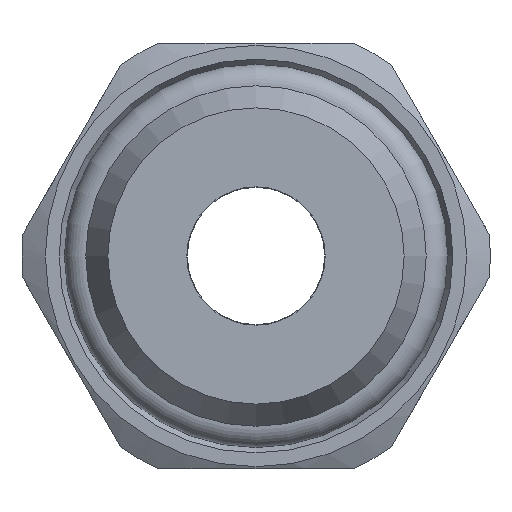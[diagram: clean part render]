
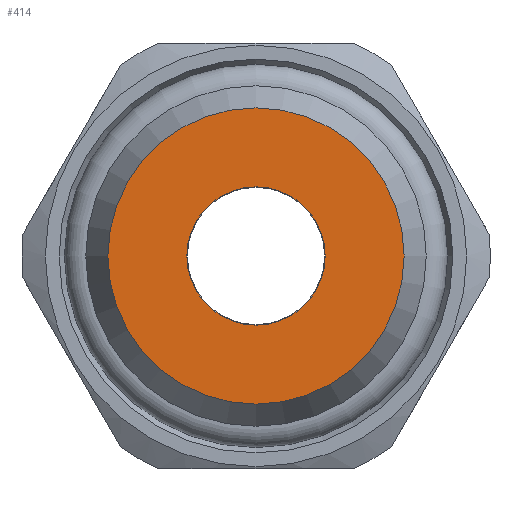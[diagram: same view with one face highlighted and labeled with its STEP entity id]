
A CAD part, front view. The second image highlights one B-rep face of the part: STEP entity #414.
In plain terms, the highlighted planar face has unit normal (0, -1, 0).
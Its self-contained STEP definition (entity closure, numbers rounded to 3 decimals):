
#414 = ADVANCED_FACE( 'NONE', ( #918, #919 ), #920, .T. );
#918 = FACE_OUTER_BOUND( '', #2698, .T. );
#919 = FACE_BOUND( '', #2699, .T. );
#920 = PLANE( '', #2700 );
#2698 = EDGE_LOOP( '', ( #4558 ) );
#2699 = EDGE_LOOP( '', ( #4559 ) );
#2700 = AXIS2_PLACEMENT_3D( '', #4560, #4561, #4562 );
#4558 = ORIENTED_EDGE( '', *, *, #5259, .T. );
#4559 = ORIENTED_EDGE( '', *, *, #5264, .F. );
#4560 = CARTESIAN_POINT( '', ( 0., 0., 0. ) );
#4561 = DIRECTION( '', ( 0., -1., 0. ) );
#4562 = DIRECTION( '', ( 0., 0., -1. ) );
#5259 = EDGE_CURVE( 'NONE', #6014, #6014, #6015, .T. );
#5264 = EDGE_CURVE( 'NONE', #6022, #6022, #6023, .T. );
#6014 = VERTEX_POINT( '', #7699 );
#6015 = CIRCLE( '', #7700, 6.961 );
#6022 = VERTEX_POINT( '', #7707 );
#6023 = CIRCLE( '', #7708, 3.25 );
#7699 = CARTESIAN_POINT( '', ( 0., 0., -6.961 ) );
#7700 = AXIS2_PLACEMENT_3D( '', #9843, #9844, #9845 );
#7707 = CARTESIAN_POINT( '', ( 0., 0., -3.25 ) );
#7708 = AXIS2_PLACEMENT_3D( '', #9852, #9853, #9854 );
#9843 = CARTESIAN_POINT( '', ( 0., 0., 0. ) );
#9844 = DIRECTION( '', ( 0., -1., 0. ) );
#9845 = DIRECTION( '', ( 0., 0., -1. ) );
#9852 = CARTESIAN_POINT( '', ( 0., 0., 0. ) );
#9853 = DIRECTION( '', ( 0., -1., 0. ) );
#9854 = DIRECTION( '', ( 0., 0., -1. ) );
